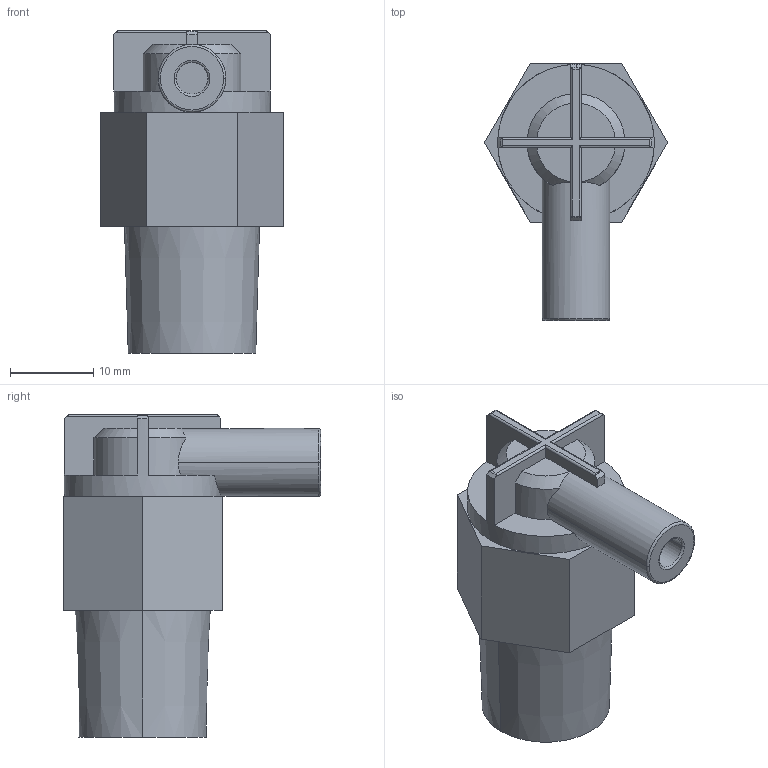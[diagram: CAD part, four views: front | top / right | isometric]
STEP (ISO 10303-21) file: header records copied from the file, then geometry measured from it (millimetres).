
FILE_DESCRIPTION (( 'STEP AP214' ), '1' );
FILE_NAME ('7116.STEP', '2020-05-28T14:03:38', ( '' ), ( '' ), 'SwSTEP 2.0', 'SolidWorks 2020', '' );
FILE_SCHEMA (( 'AUTOMOTIVE_DESIGN' ));
Length unit declared in the file: inch
Products named in the file (1): 7116
Bounding box: 22 x 30.89 x 38.73 mm (x, y, z)
Volume: 9259.6 mm3; surface area: 3993.2 mm2
Topology: 2 solids, 2 shells, 68 faces, 176 edges, 114 vertices
Faces by surface type: plane 29, cylinder 19, cone 11, torus 9
Entity records: 3107 total; most frequent: CARTESIAN_POINT 552, ORIENTED_EDGE 352, DIRECTION 322, EDGE_CURVE 176, AXIS2_PLACEMENT_3D 122, VERTEX_POINT 114, LINE 78, VECTOR 78
